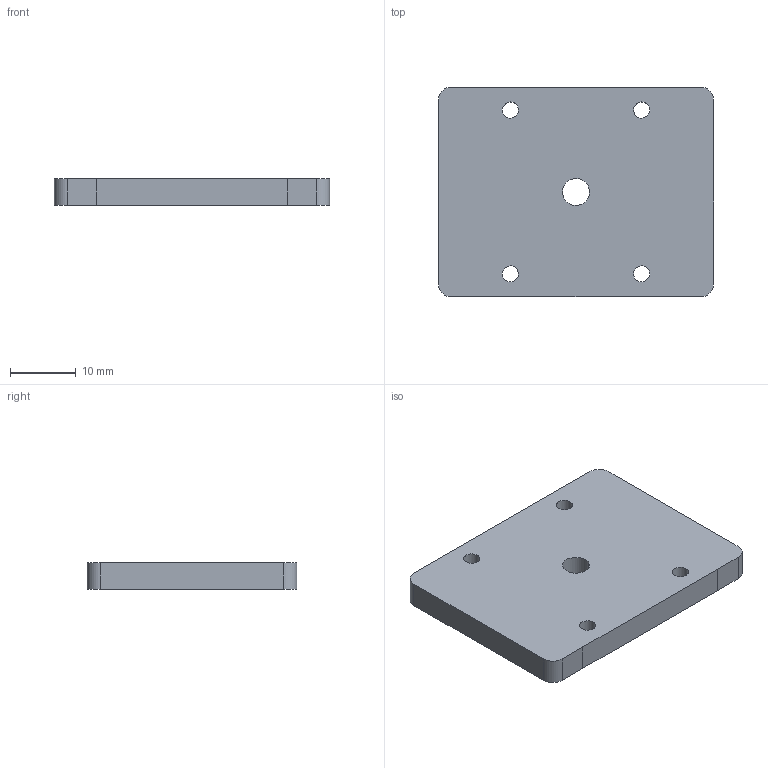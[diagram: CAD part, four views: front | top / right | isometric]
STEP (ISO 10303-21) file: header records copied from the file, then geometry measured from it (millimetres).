
FILE_DESCRIPTION(('CATIA V5 STEP Exchange'),'2;1');
FILE_NAME('Lamina_Acople_4mm.stp','2015-03-26T02:41:21+00:00',('none'),('none'),'CATIA Version 5 Release 19 SP 2 (IN-10)','CATIA V5 STEP AP203','none');
FILE_SCHEMA(('CONFIG_CONTROL_DESIGN'));
Length unit declared in the file: millimetre
Products named in the file (1): Lamina_Acople
Bounding box: 42 x 32 x 4 mm (x, y, z)
Volume: 5232.6 mm3; surface area: 3370.1 mm2
Topology: 1 solids, 1 shells, 24 faces, 66 edges, 44 vertices
Faces by surface type: cylinder 14, plane 10
Entity records: 767 total; most frequent: ORIENTED_EDGE 132, CARTESIAN_POINT 126, DIRECTION 96, EDGE_CURVE 66, AXIS2_PLACEMENT_3D 44, VERTEX_POINT 44, VECTOR 38, LINE 38
